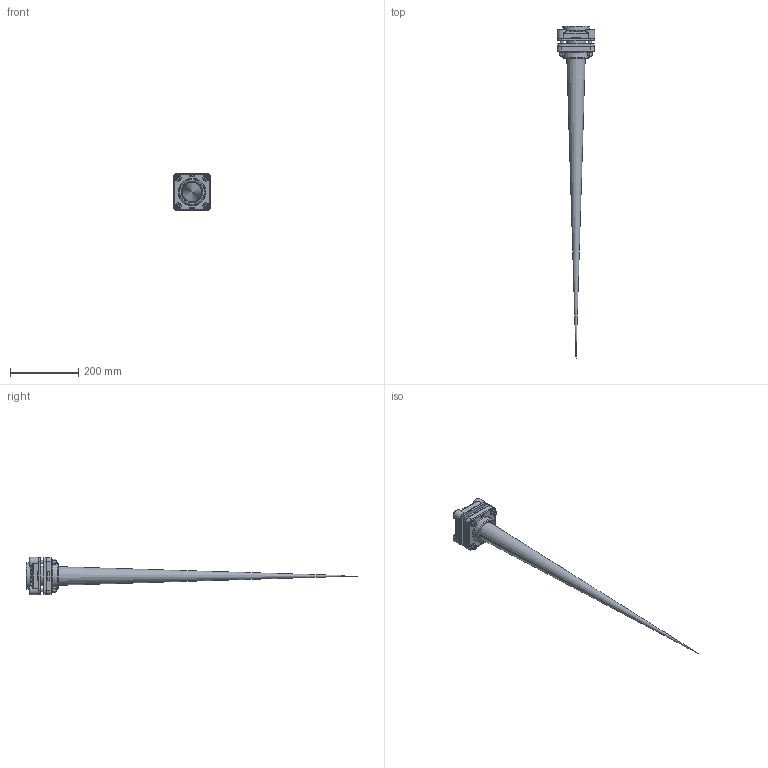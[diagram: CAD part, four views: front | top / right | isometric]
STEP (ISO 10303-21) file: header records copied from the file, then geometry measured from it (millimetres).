
FILE_DESCRIPTION(/* description */ ('2" X 2" FP NPT BOLTED FLANGE, EPDM'),/* implementation_level */ '2;1');
FILE_NAME(/* name */ 'BF220.stp',/* time_stamp */ '2019-12-07T10:06:26-05:00',/* author */ ('ETQ'),/* organization */ (''),/* preprocessor_version */ 'ST-DEVELOPER v17.2',/* originating_system */ 'Autodesk Inventor 2019',/* authorisation */ '');
FILE_SCHEMA (('AUTOMOTIVE_DESIGN { 1 0 10303 214 3 1 1 }'));
Length unit declared in the file: inch
Products named in the file (11): BF220; V20019; BF221; BF221BD; BF256; VX25356; BF304A; BF206; BF220GE; V20018; VL1004
Assembly tree (23 placements, depth 3):
  BF220
    V20019  x4
    BF221
      BF221BD
    BF256
      VX25356
    BF304A  x4
    BF220GE  x2
    BF206  x4
    V20018  x4
    VL1004
Bounding box: 109.93 x 970.58 x 109.94 mm (x, y, z)
Volume: 542851 mm3; surface area: 339207.9 mm2
Topology: 21 solids, 21 shells, 1236 faces, 3206 edges, 2059 vertices
Faces by surface type: plane 376, cylinder 346, cone 322, bspline 133, torus 55, sphere 4
Full cylindrical faces by diameter (mm): 8.236 x60, 9.525 x60, 9.652 x4, 10.414 x8, 11.125 x4, 18.288 x4, 18.847 x8, 18.923 x4, 28.575 x4, 50.8 x4, 66.548 x1, 76.2 x2
Entity records: 31045 total; most frequent: CARTESIAN_POINT 14183, ORIENTED_EDGE 3636, DIRECTION 3043, EDGE_CURVE 1818, VERTEX_POINT 1182, AXIS2_PLACEMENT_3D 1078, LINE 887, VECTOR 887
